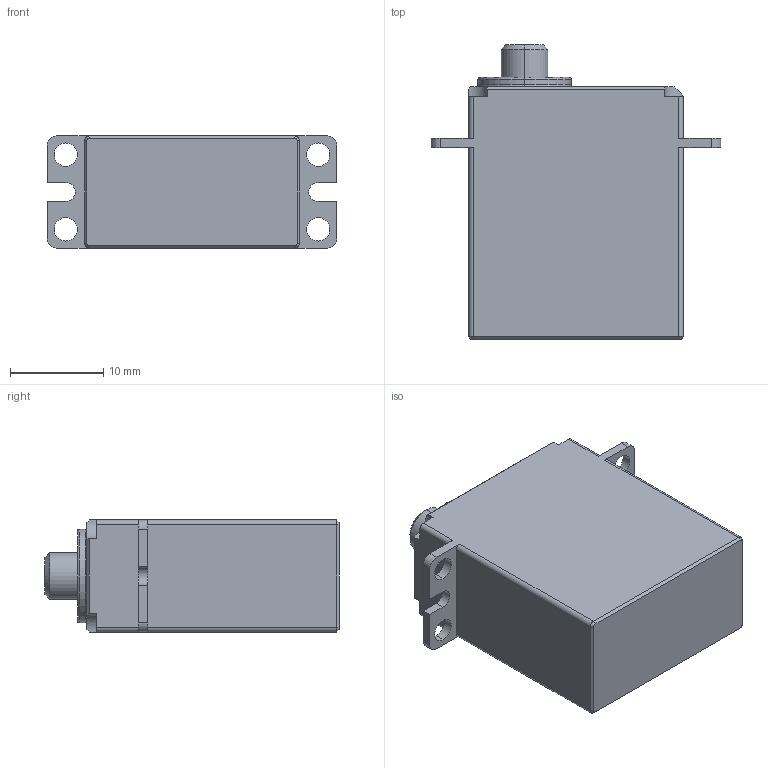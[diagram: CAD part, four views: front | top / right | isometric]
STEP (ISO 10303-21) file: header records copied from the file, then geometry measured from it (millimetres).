
FILE_DESCRIPTION (( 'STEP AP214' ), '1' );
FILE_NAME ('KST_DS215MG.STEP', '2017-11-25T12:55:04', ( '' ), ( '' ), 'SwSTEP 2.0', 'SolidWorks 2015', '' );
FILE_SCHEMA (( 'AUTOMOTIVE_DESIGN' ));
Length unit declared in the file: millimetre
Products named in the file (1): KST_DS215MG
Bounding box: 31 x 31.5 x 12 mm (x, y, z)
Volume: 7625.2 mm3; surface area: 2677.1 mm2
Topology: 1 solids, 1 shells, 77 faces, 200 edges, 128 vertices
Faces by surface type: plane 35, cylinder 32, cone 6, torus 4
Entity records: 2414 total; most frequent: CARTESIAN_POINT 430, DIRECTION 426, ORIENTED_EDGE 400, EDGE_CURVE 200, AXIS2_PLACEMENT_3D 156, VERTEX_POINT 128, LINE 114, VECTOR 114
